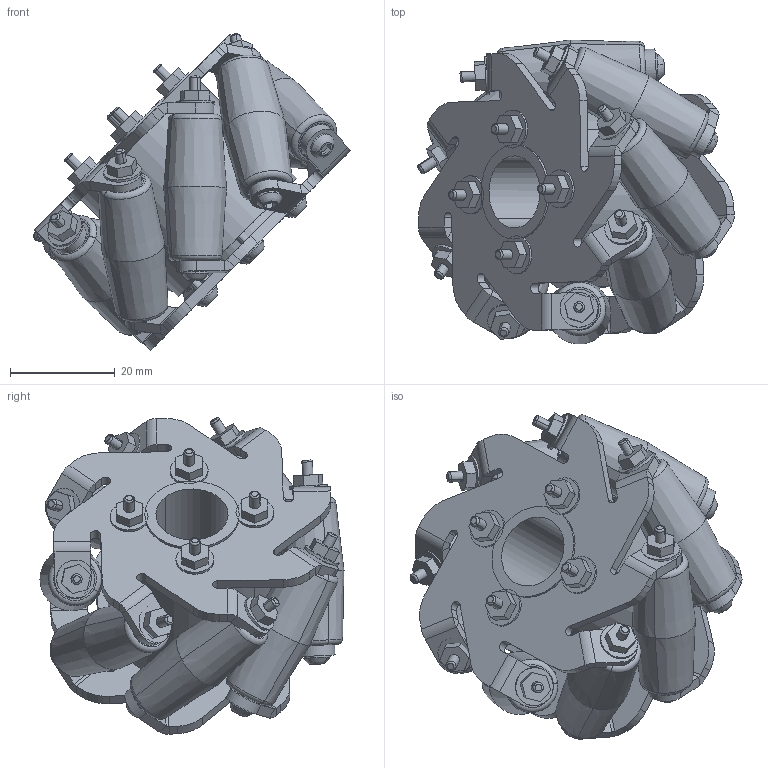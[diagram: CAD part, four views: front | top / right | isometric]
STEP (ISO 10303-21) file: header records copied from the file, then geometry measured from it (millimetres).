
FILE_DESCRIPTION(('CATIA V5 STEP Exchange'),'2;1');
FILE_NAME('assembly exploded view.stp','2023-07-31T12:09:53+00:00',('none'),('none'),'CATIA Version 5 Release 20 GA (IN-10)','CATIA V5 STEP AP203','none');
FILE_SCHEMA(('CONFIG_CONTROL_DESIGN'));
Length unit declared in the file: millimetre
Products named in the file (4): Product1.2; Product2; Product1.1; Product3
Assembly tree (40 placements, depth 4):
  Product1.2
    Product2
      Product1.1
        #74
      #4198
      Product3  x8
        #4772
        #5012
      #5513
      #9624  x12
      #10444  x12
Bounding box: 60.32 x 57.96 x 60.32 mm (x, y, z)
Volume: 46299.1 mm3; surface area: 34453.5 mm2
Topology: 51 solids, 51 shells, 1000 faces, 2244 edges, 1416 vertices
Faces by surface type: plane 460, cylinder 404, torus 56, cone 56, revolution 24
Entity records: 10908 total; most frequent: CARTESIAN_POINT 2025, ORIENTED_EDGE 1760, DIRECTION 1656, EDGE_CURVE 880, AXIS2_PLACEMENT_3D 749, VERTEX_POINT 540, VECTOR 500, LINE 500
